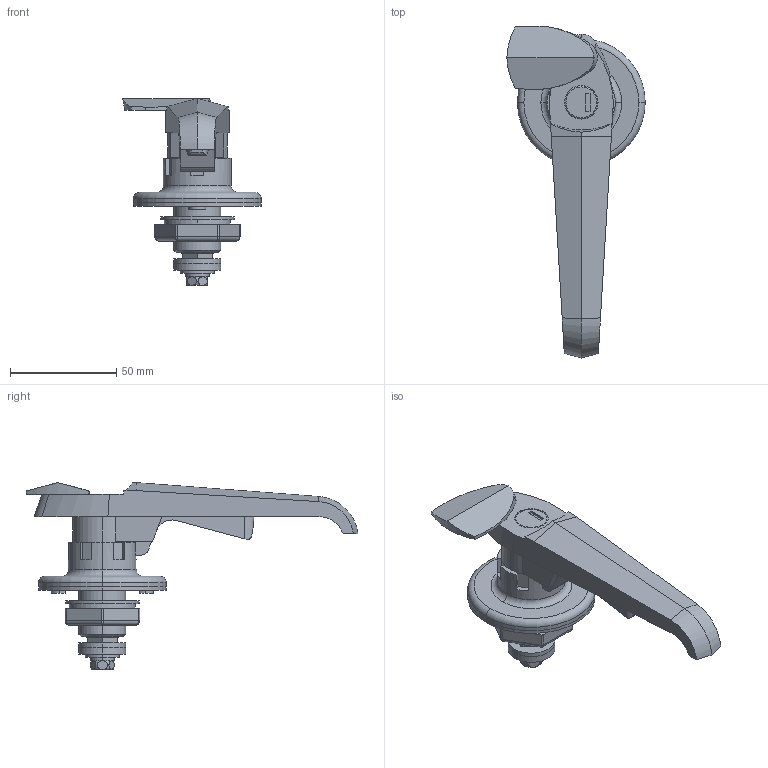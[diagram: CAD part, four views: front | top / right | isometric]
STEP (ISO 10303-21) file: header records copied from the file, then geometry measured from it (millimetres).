
FILE_DESCRIPTION (( 'STEP AP203' ), '1' );
FILE_NAME ('A-140-W-1-1-TAK60.STEP', '2016-03-23T06:19:20', ( '' ), ( '' ), 'SwSTEP 2.0', 'SolidWorks 2012', '' );
FILE_SCHEMA (( 'CONFIG_CONTROL_DESIGN' ));
Length unit declared in the file: millimetre
Products named in the file (11): A-140-W-1角穴スペーサ__t2.0; A-140-W-1歯付座金_; A-140-W-1六角ナット_; A-140-W-1本体__TAK60; A-140-W-1受座_; A-140-W-1僷僢僉儞_; A-140-W-1-1-TAK60; A-140-W-1蓋__-1-2(鍵無し); A-140-W-1M6僱僕__M6亊18; A-140-W-1平ワッシャー_; A-140-W-1角穴スペーサ__t3.2
Assembly tree (10 placements, depth 2):
  A-140-W-1-1-TAK60
    A-140-W-1僷僢僉儞_
    A-140-W-1受座_
    A-140-W-1本体__TAK60
    A-140-W-1六角ナット_
    A-140-W-1歯付座金_
    A-140-W-1角穴スペーサ__t2.0
    A-140-W-1角穴スペーサ__t3.2
    A-140-W-1平ワッシャー_
    A-140-W-1M6僱僕__M6亊18
    A-140-W-1蓋__-1-2(鍵無し)
Bounding box: 65 x 155.87 x 87.7 mm (x, y, z)
Volume: 102031.3 mm3; surface area: 42925.1 mm2
Topology: 10 solids, 10 shells, 310 faces, 769 edges, 496 vertices
Faces by surface type: plane 162, cylinder 114, bspline 16, torus 12, cone 6
Entity records: 11020 total; most frequent: CARTESIAN_POINT 2455, DIRECTION 1560, ORIENTED_EDGE 1526, EDGE_CURVE 763, AXIS2_PLACEMENT_3D 558, VERTEX_POINT 496, LINE 444, VECTOR 444
